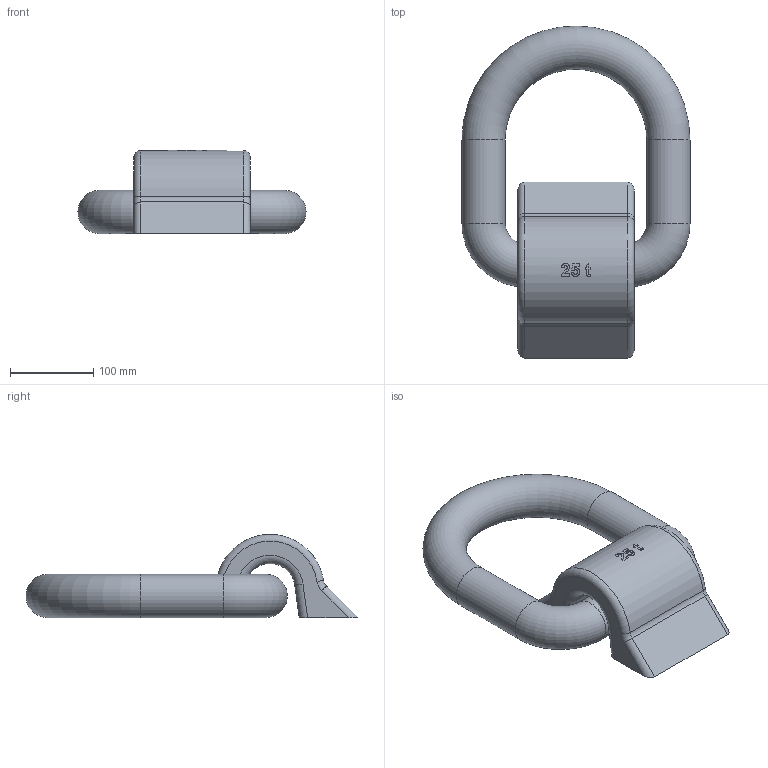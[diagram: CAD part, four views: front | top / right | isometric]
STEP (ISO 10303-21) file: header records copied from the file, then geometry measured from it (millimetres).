
FILE_DESCRIPTION(/* description */ (''),/* implementation_level */ '2;1');
FILE_NAME(/* name */ 'TAPS 25 90°.stp',/* time_stamp */ '2022-05-25T14:42:04+02:00',/* author */ (''),/* organization */ (''),/* preprocessor_version */ 'ST-DEVELOPER v16',/* originating_system */ 'SIEMENS PLM Software NX 11.0',/* authorisation */ '');
FILE_SCHEMA (('AUTOMOTIVE_DESIGN { 1 0 10303 214 3 1 1 1 }'));
Length unit declared in the file: millimetre
Products named in the file (1): CAD79988177Af8bj
Bounding box: 274 x 398.92 x 100 mm (x, y, z)
Volume: 3025257.5 mm3; surface area: 235977.3 mm2
Topology: 2 solids, 2 shells, 80 faces, 207 edges, 132 vertices
Faces by surface type: plane 29, extrusion 22, cylinder 18, torus 11
Full cylindrical faces by diameter (mm): 52 x3
Entity records: 3212 total; most frequent: CARTESIAN_POINT 944, ORIENTED_EDGE 402, DIRECTION 365, EDGE_CURVE 201, VERTEX_POINT 132, AXIS2_PLACEMENT_3D 127, VECTOR 111, EDGE_LOOP 89
